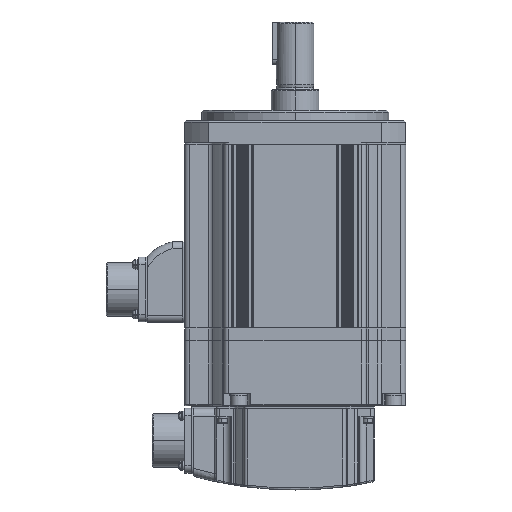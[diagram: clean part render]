
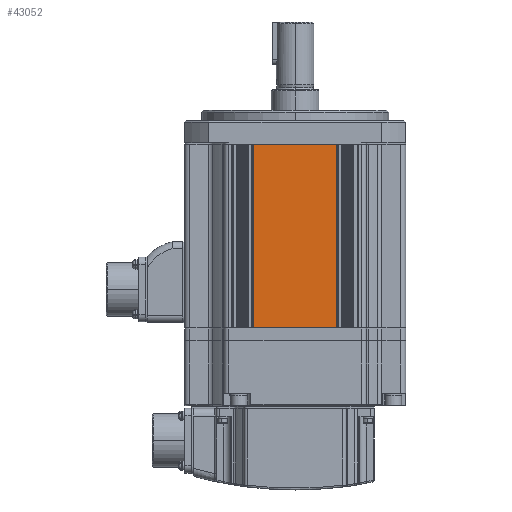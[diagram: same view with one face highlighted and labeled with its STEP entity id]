
A CAD part, left-side view. The second image highlights one B-rep face of the part: STEP entity #43052.
In plain terms, the highlighted planar face has unit normal (-1, 0, 0).
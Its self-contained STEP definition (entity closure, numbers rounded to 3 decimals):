
#950 = CARTESIAN_POINT ( 'NONE',  ( -65., -24.5, -10. ) ) ;
#1009 = LINE ( 'NONE', #950, #108160 ) ;
#1041 = DIRECTION ( 'NONE',  ( 0., -1., 0. ) ) ;
#5622 = ORIENTED_EDGE ( 'NONE', *, *, #44454, .F. ) ;
#7022 = VERTEX_POINT ( 'NONE', #105107 ) ;
#7090 = VERTEX_POINT ( 'NONE', #105183 ) ;
#8039 = ORIENTED_EDGE ( 'NONE', *, *, #43561, .F. ) ;
#8089 = ORIENTED_EDGE ( 'NONE', *, *, #44489, .T. ) ;
#8101 = ORIENTED_EDGE ( 'NONE', *, *, #44278, .T. ) ;
#26224 = CARTESIAN_POINT ( 'NONE',  ( -65., -24.5, -118. ) ) ;
#26227 = DIRECTION ( 'NONE',  ( 0., -1., 0. ) ) ;
#26256 = LINE ( 'NONE', #26224, #107054 ) ;
#27818 = DIRECTION ( 'NONE',  ( 0., 0., -1. ) ) ;
#27852 = CARTESIAN_POINT ( 'NONE',  ( -65., 24.5, -10. ) ) ;
#27864 = LINE ( 'NONE', #27852, #106417 ) ;
#28376 = LINE ( 'NONE', #28476, #106935 ) ;
#28476 = CARTESIAN_POINT ( 'NONE',  ( -65., -24.5, -10. ) ) ;
#28481 = DIRECTION ( 'NONE',  ( 0., 0., -1. ) ) ;
#43052 = ADVANCED_FACE ( 'NONE', ( #82414 ), #82397, .F. ) ;
#43561 = EDGE_CURVE ( 'NONE', #68447, #68445, #1009, .T. ) ;
#44278 = EDGE_CURVE ( 'NONE', #68447, #7022, #27864, .T. ) ;
#44454 = EDGE_CURVE ( 'NONE', #68445, #7090, #28376, .T. ) ;
#44489 = EDGE_CURVE ( 'NONE', #7022, #7090, #26256, .T. ) ;
#52959 = EDGE_LOOP ( 'NONE', ( #8089, #5622, #8039, #8101 ) ) ;
#68445 = VERTEX_POINT ( 'NONE', #93079 ) ;
#68447 = VERTEX_POINT ( 'NONE', #93082 ) ;
#76413 = AXIS2_PLACEMENT_3D ( 'NONE', #82473, #82442, #82506 ) ;
#82397 = PLANE ( 'NONE',  #76413 ) ;
#82414 = FACE_OUTER_BOUND ( 'NONE', #52959, .T. ) ;
#82442 = DIRECTION ( 'NONE',  ( 1., 0., 0. ) ) ;
#82473 = CARTESIAN_POINT ( 'NONE',  ( -65., -24.5, -10. ) ) ;
#82506 = DIRECTION ( 'NONE',  ( 0., 0., -1. ) ) ;
#93079 = CARTESIAN_POINT ( 'NONE',  ( -65., -24.5, -10. ) ) ;
#93082 = CARTESIAN_POINT ( 'NONE',  ( -65., 24.5, -10. ) ) ;
#105107 = CARTESIAN_POINT ( 'NONE',  ( -65., 24.5, -118. ) ) ;
#105183 = CARTESIAN_POINT ( 'NONE',  ( -65., -24.5, -118. ) ) ;
#106417 = VECTOR ( 'NONE', #27818, 1000. ) ;
#106935 = VECTOR ( 'NONE', #28481, 1000. ) ;
#107054 = VECTOR ( 'NONE', #26227, 1000. ) ;
#108160 = VECTOR ( 'NONE', #1041, 1000. ) ;
